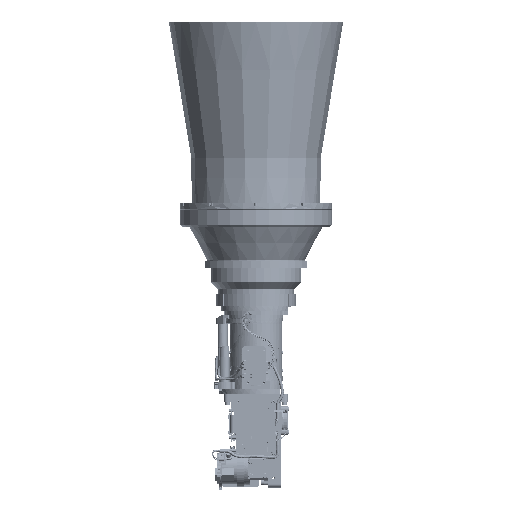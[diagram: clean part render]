
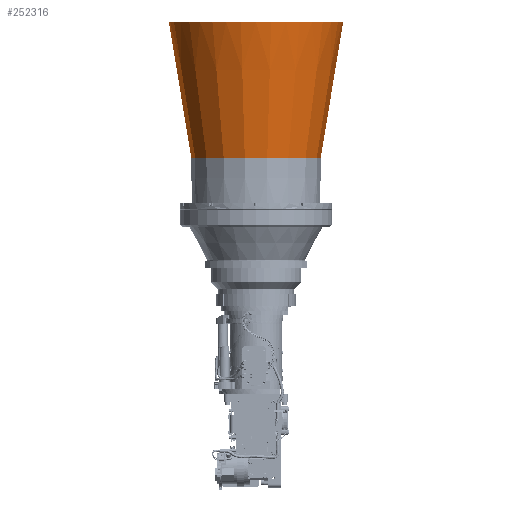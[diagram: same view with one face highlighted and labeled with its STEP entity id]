
A CAD part, left-side view. The second image highlights one B-rep face of the part: STEP entity #252316.
In plain terms, the highlighted conical face has half-angle 9.4 degrees and reference radius 120.243 mm.
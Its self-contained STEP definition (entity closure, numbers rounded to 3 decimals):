
#10832 = CONICAL_SURFACE ( 'NONE', #187418, 120.243, 0.164 ) ;
#15951 = FACE_BOUND ( 'NONE', #50224, .T. ) ;
#24877 = VERTEX_POINT ( 'NONE', #248472 ) ;
#26868 = DIRECTION ( 'NONE',  ( 0., 0., -1. ) ) ;
#39312 = AXIS2_PLACEMENT_3D ( 'NONE', #272122, #231801, #361687 ) ;
#49162 = EDGE_CURVE ( 'NONE', #24877, #24877, #399455, .T. ) ;
#50224 = EDGE_LOOP ( 'NONE', ( #150943 ) ) ;
#113862 = DIRECTION ( 'NONE',  ( 0., -1., 0. ) ) ;
#145763 = CARTESIAN_POINT ( 'NONE',  ( 0., 0., 513.7 ) ) ;
#150943 = ORIENTED_EDGE ( 'NONE', *, *, #388615, .F. ) ;
#157543 = CARTESIAN_POINT ( 'NONE',  ( 0., 76.629, 250.249 ) ) ;
#187418 = AXIS2_PLACEMENT_3D ( 'NONE', #145763, #405522, #113862 ) ;
#213901 = FACE_OUTER_BOUND ( 'NONE', #225130, .T. ) ;
#225130 = EDGE_LOOP ( 'NONE', ( #387791 ) ) ;
#231801 = DIRECTION ( 'NONE',  ( 0., 0., -1. ) ) ;
#248472 = CARTESIAN_POINT ( 'NONE',  ( 0., 120.243, 513.7 ) ) ;
#249933 = AXIS2_PLACEMENT_3D ( 'NONE', #326971, #26868, #360986 ) ;
#252316 = ADVANCED_FACE ( 'NONE', ( #15951, #213901 ), #10832, .T. ) ;
#272122 = CARTESIAN_POINT ( 'NONE',  ( 0., 0., 250.249 ) ) ;
#283255 = VERTEX_POINT ( 'NONE', #157543 ) ;
#326971 = CARTESIAN_POINT ( 'NONE',  ( 0., 0., 513.7 ) ) ;
#339320 = CIRCLE ( 'NONE', #39312, 76.629 ) ;
#360986 = DIRECTION ( 'NONE',  ( 0., 1., 0. ) ) ;
#361687 = DIRECTION ( 'NONE',  ( 0., 1., 0. ) ) ;
#387791 = ORIENTED_EDGE ( 'NONE', *, *, #49162, .T. ) ;
#388615 = EDGE_CURVE ( 'NONE', #283255, #283255, #339320, .T. ) ;
#399455 = CIRCLE ( 'NONE', #249933, 120.243 ) ;
#405522 = DIRECTION ( 'NONE',  ( 0., 0., 1. ) ) ;
